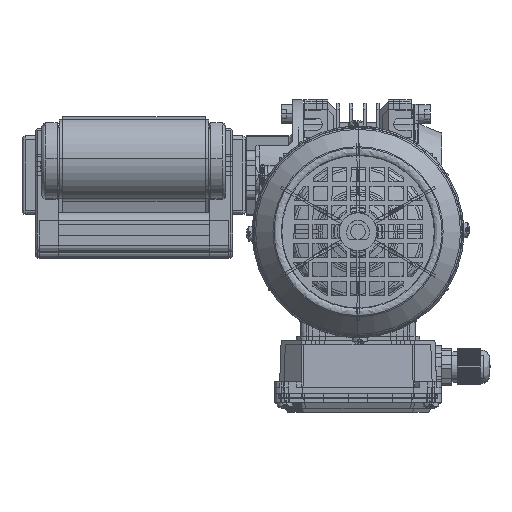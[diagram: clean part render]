
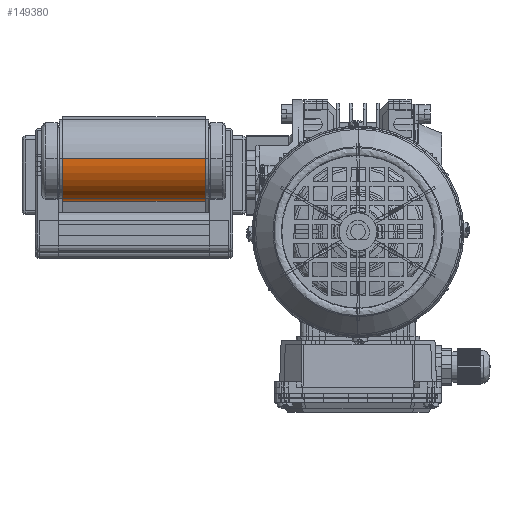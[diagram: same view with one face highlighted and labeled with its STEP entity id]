
A CAD part, top view. The second image highlights one B-rep face of the part: STEP entity #149380.
In plain terms, the highlighted cylindrical face has radius 22.3 mm (diameter 44.6 mm), a partial arc.
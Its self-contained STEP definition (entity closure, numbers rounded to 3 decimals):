
#5739 = CYLINDRICAL_SURFACE ( 'NONE', #106559, 22.3 ) ;
#7697 = FACE_OUTER_BOUND ( 'NONE', #109104, .T. ) ;
#8499 = VERTEX_POINT ( 'NONE', #168722 ) ;
#8538 = CARTESIAN_POINT ( 'NONE',  ( 77.5, -22.282, 4886.891 ) ) ;
#16647 = CIRCLE ( 'NONE', #26209, 22.3 ) ;
#26209 = AXIS2_PLACEMENT_3D ( 'NONE', #119405, #149220, #87638 ) ;
#31381 = CARTESIAN_POINT ( 'NONE',  ( 77.5, 0., 4908.3 ) ) ;
#32468 = ORIENTED_EDGE ( 'NONE', *, *, #57377, .F. ) ;
#33301 = DIRECTION ( 'NONE',  ( -1., 0., 0. ) ) ;
#33805 = ORIENTED_EDGE ( 'NONE', *, *, #80012, .T. ) ;
#33966 = EDGE_CURVE ( 'NONE', #73819, #8499, #53218, .T. ) ;
#34283 = LINE ( 'NONE', #31381, #40697 ) ;
#40697 = VECTOR ( 'NONE', #33301, 1000. ) ;
#53218 = LINE ( 'NONE', #8538, #194449 ) ;
#57377 = EDGE_CURVE ( 'NONE', #176379, #73819, #16647, .T. ) ;
#60123 = ORIENTED_EDGE ( 'NONE', *, *, #33966, .F. ) ;
#68596 = CIRCLE ( 'NONE', #81250, 22.3 ) ;
#69333 = CARTESIAN_POINT ( 'NONE',  ( 77.5, 0., 4886. ) ) ;
#73819 = VERTEX_POINT ( 'NONE', #106389 ) ;
#80012 = EDGE_CURVE ( 'NONE', #143424, #8499, #68596, .T. ) ;
#80298 = CARTESIAN_POINT ( 'NONE',  ( 77.5, 0., 4908.3 ) ) ;
#81250 = AXIS2_PLACEMENT_3D ( 'NONE', #181898, #118402, #135302 ) ;
#87638 = DIRECTION ( 'NONE',  ( 0., 0., 1. ) ) ;
#99381 = CARTESIAN_POINT ( 'NONE',  ( 2.5, 0., 4908.3 ) ) ;
#100061 = DIRECTION ( 'NONE',  ( -1., 0., 0. ) ) ;
#102153 = DIRECTION ( 'NONE',  ( -1., 0., 0. ) ) ;
#106389 = CARTESIAN_POINT ( 'NONE',  ( 77.5, -22.282, 4886.891 ) ) ;
#106559 = AXIS2_PLACEMENT_3D ( 'NONE', #69333, #102153, #130024 ) ;
#109104 = EDGE_LOOP ( 'NONE', ( #32468, #140812, #33805, #60123 ) ) ;
#118402 = DIRECTION ( 'NONE',  ( 1., 0., 0. ) ) ;
#119405 = CARTESIAN_POINT ( 'NONE',  ( 77.5, 0., 4886. ) ) ;
#130024 = DIRECTION ( 'NONE',  ( 0., 0., 1. ) ) ;
#135302 = DIRECTION ( 'NONE',  ( 0., 0., 1. ) ) ;
#140812 = ORIENTED_EDGE ( 'NONE', *, *, #192177, .T. ) ;
#143424 = VERTEX_POINT ( 'NONE', #99381 ) ;
#149220 = DIRECTION ( 'NONE',  ( 1., 0., 0. ) ) ;
#149380 = ADVANCED_FACE ( 'NONE', ( #7697 ), #5739, .T. ) ;
#168722 = CARTESIAN_POINT ( 'NONE',  ( 2.5, -22.282, 4886.891 ) ) ;
#176379 = VERTEX_POINT ( 'NONE', #80298 ) ;
#181898 = CARTESIAN_POINT ( 'NONE',  ( 2.5, 0., 4886. ) ) ;
#192177 = EDGE_CURVE ( 'NONE', #176379, #143424, #34283, .T. ) ;
#194449 = VECTOR ( 'NONE', #100061, 1000. ) ;
